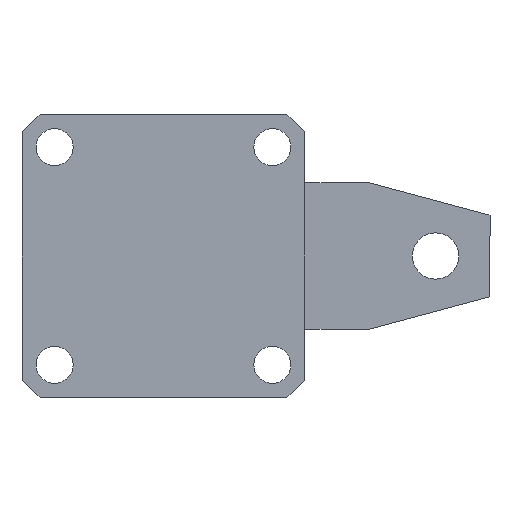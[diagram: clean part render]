
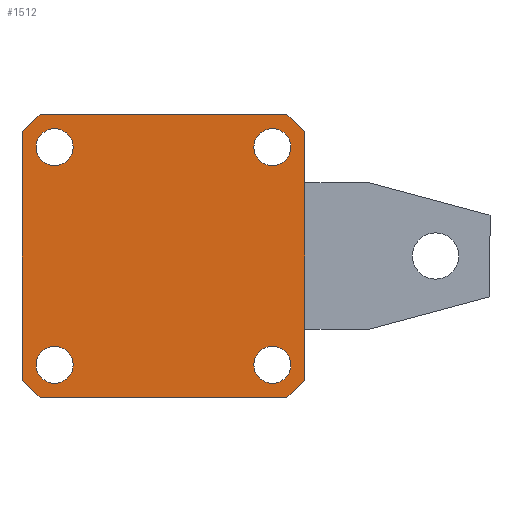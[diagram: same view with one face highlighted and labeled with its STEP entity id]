
A CAD part, front view. The second image highlights one B-rep face of the part: STEP entity #1512.
In plain terms, the highlighted planar face has unit normal (0, -1, 0).
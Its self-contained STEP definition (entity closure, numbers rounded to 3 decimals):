
#466 = DIRECTION ( 'NONE',  ( 0., 0., -1. ) ) ;
#468 = PLANE ( 'NONE',  #1543 ) ;
#471 = DIRECTION ( 'NONE',  ( 0., -1., 0. ) ) ;
#472 = CARTESIAN_POINT ( 'NONE',  ( 0., 0., 0. ) ) ;
#1228 = AXIS2_PLACEMENT_3D ( 'NONE', #2882, #2884, #3056 ) ;
#1237 = AXIS2_PLACEMENT_3D ( 'NONE', #3078, #3077, #3744 ) ;
#1254 = AXIS2_PLACEMENT_3D ( 'NONE', #3734, #3708, #3735 ) ;
#1310 = AXIS2_PLACEMENT_3D ( 'NONE', #2945, #2946, #2947 ) ;
#1512 = ADVANCED_FACE ( 'NONE', ( #3992, #3995, #3991, #3994, #3984 ), #468, .T. ) ;
#1543 = AXIS2_PLACEMENT_3D ( 'NONE', #472, #471, #466 ) ;
#1569 = AXIS2_PLACEMENT_3D ( 'NONE', #4691, #4563, #4564 ) ;
#1570 = AXIS2_PLACEMENT_3D ( 'NONE', #4565, #4566, #4567 ) ;
#1571 = AXIS2_PLACEMENT_3D ( 'NONE', #4568, #4569, #4570 ) ;
#1572 = AXIS2_PLACEMENT_3D ( 'NONE', #5135, #4942, #4939 ) ;
#1576 = AXIS2_PLACEMENT_3D ( 'NONE', #4571, #4572, #4573 ) ;
#1577 = AXIS2_PLACEMENT_3D ( 'NONE', #5142, #4947, #4945 ) ;
#1578 = AXIS2_PLACEMENT_3D ( 'NONE', #4574, #4578, #4579 ) ;
#1579 = AXIS2_PLACEMENT_3D ( 'NONE', #5137, #4956, #4953 ) ;
#1596 = EDGE_CURVE ( 'NONE', #2890, #2171, #4196, .T. ) ;
#1601 = EDGE_CURVE ( 'NONE', #2886, #2173, #4199, .T. ) ;
#1603 = EDGE_CURVE ( 'NONE', #2815, #2814, #4206, .T. ) ;
#1604 = EDGE_CURVE ( 'NONE', #2577, #2818, #4208, .T. ) ;
#1605 = EDGE_CURVE ( 'NONE', #2578, #2576, #4210, .T. ) ;
#1606 = EDGE_CURVE ( 'NONE', #2581, #2580, #4211, .T. ) ;
#1607 = EDGE_CURVE ( 'NONE', #2890, #2535, #4212, .T. ) ;
#1608 = EDGE_CURVE ( 'NONE', #2533, #2562, #4213, .T. ) ;
#1609 = EDGE_CURVE ( 'NONE', #2812, #2173, #4214, .T. ) ;
#1610 = EDGE_CURVE ( 'NONE', #2886, #2171, #4215, .T. ) ;
#1640 = EDGE_CURVE ( 'NONE', #2533, #2535, #4238, .T. ) ;
#1886 = EDGE_CURVE ( 'NONE', #2814, #2815, #5548, .T. ) ;
#1942 = EDGE_CURVE ( 'NONE', #2812, #2562, #2676, .T. ) ;
#2105 = EDGE_LOOP ( 'NONE', ( #2397, #3207 ) ) ;
#2171 = VERTEX_POINT ( 'NONE', #3803 ) ;
#2173 = VERTEX_POINT ( 'NONE', #3211 ) ;
#2397 = ORIENTED_EDGE ( 'NONE', *, *, #1603, .T. ) ;
#2400 = ORIENTED_EDGE ( 'NONE', *, *, #1640, .F. ) ;
#2403 = ORIENTED_EDGE ( 'NONE', *, *, #1609, .T. ) ;
#2404 = ORIENTED_EDGE ( 'NONE', *, *, #5422, .T. ) ;
#2415 = ORIENTED_EDGE ( 'NONE', *, *, #1606, .T. ) ;
#2533 = VERTEX_POINT ( 'NONE', #3763 ) ;
#2535 = VERTEX_POINT ( 'NONE', #3761 ) ;
#2562 = VERTEX_POINT ( 'NONE', #3391 ) ;
#2576 = VERTEX_POINT ( 'NONE', #3377 ) ;
#2577 = VERTEX_POINT ( 'NONE', #3375 ) ;
#2578 = VERTEX_POINT ( 'NONE', #3374 ) ;
#2580 = VERTEX_POINT ( 'NONE', #3466 ) ;
#2581 = VERTEX_POINT ( 'NONE', #3465 ) ;
#2676 = LINE ( 'NONE', #3493, #2679 ) ;
#2679 = VECTOR ( 'NONE', #3491, 1000. ) ;
#2705 = CIRCLE ( 'NONE', #1254, 3.4 ) ;
#2766 = CIRCLE ( 'NONE', #1237, 3.4 ) ;
#2812 = VERTEX_POINT ( 'NONE', #3025 ) ;
#2814 = VERTEX_POINT ( 'NONE', #3023 ) ;
#2815 = VERTEX_POINT ( 'NONE', #3022 ) ;
#2818 = VERTEX_POINT ( 'NONE', #3019 ) ;
#2882 = CARTESIAN_POINT ( 'NONE',  ( -20., 0., -20. ) ) ;
#2884 = DIRECTION ( 'NONE',  ( 0., 1., 0. ) ) ;
#2886 = VERTEX_POINT ( 'NONE', #3005 ) ;
#2890 = VERTEX_POINT ( 'NONE', #3696 ) ;
#2945 = CARTESIAN_POINT ( 'NONE',  ( 20., 0., 20. ) ) ;
#2946 = DIRECTION ( 'NONE',  ( 0., 1., 0. ) ) ;
#2947 = DIRECTION ( 'NONE',  ( 0., 0., 1. ) ) ;
#3005 = CARTESIAN_POINT ( 'NONE',  ( -26., 0., -22.677 ) ) ;
#3019 = CARTESIAN_POINT ( 'NONE',  ( -20., 0., 16.6 ) ) ;
#3022 = CARTESIAN_POINT ( 'NONE',  ( 20., 0., 23.4 ) ) ;
#3023 = CARTESIAN_POINT ( 'NONE',  ( 20., 0., 16.6 ) ) ;
#3025 = CARTESIAN_POINT ( 'NONE',  ( -22.677, 0., 26. ) ) ;
#3056 = DIRECTION ( 'NONE',  ( 0., 0., 1. ) ) ;
#3077 = DIRECTION ( 'NONE',  ( 0., 1., 0. ) ) ;
#3078 = CARTESIAN_POINT ( 'NONE',  ( -20., 0., 20. ) ) ;
#3149 = ORIENTED_EDGE ( 'NONE', *, *, #1942, .F. ) ;
#3151 = ORIENTED_EDGE ( 'NONE', *, *, #1610, .T. ) ;
#3161 = ORIENTED_EDGE ( 'NONE', *, *, #1596, .F. ) ;
#3162 = ORIENTED_EDGE ( 'NONE', *, *, #1601, .F. ) ;
#3173 = ORIENTED_EDGE ( 'NONE', *, *, #1605, .T. ) ;
#3178 = ORIENTED_EDGE ( 'NONE', *, *, #1607, .T. ) ;
#3207 = ORIENTED_EDGE ( 'NONE', *, *, #1886, .T. ) ;
#3211 = CARTESIAN_POINT ( 'NONE',  ( -26., 0., 22.677 ) ) ;
#3225 = ORIENTED_EDGE ( 'NONE', *, *, #5368, .T. ) ;
#3226 = ORIENTED_EDGE ( 'NONE', *, *, #1604, .T. ) ;
#3230 = ORIENTED_EDGE ( 'NONE', *, *, #5410, .T. ) ;
#3374 = CARTESIAN_POINT ( 'NONE',  ( 20., 0., -16.6 ) ) ;
#3375 = CARTESIAN_POINT ( 'NONE',  ( -20., 0., 23.4 ) ) ;
#3377 = CARTESIAN_POINT ( 'NONE',  ( 20., 0., -23.4 ) ) ;
#3391 = CARTESIAN_POINT ( 'NONE',  ( 22.677, 0., 26. ) ) ;
#3465 = CARTESIAN_POINT ( 'NONE',  ( -20., 0., -16.6 ) ) ;
#3466 = CARTESIAN_POINT ( 'NONE',  ( -20., 0., -23.4 ) ) ;
#3491 = DIRECTION ( 'NONE',  ( 1., 0., 0. ) ) ;
#3493 = CARTESIAN_POINT ( 'NONE',  ( -26., 0., 26. ) ) ;
#3696 = CARTESIAN_POINT ( 'NONE',  ( 22.677, 0., -26. ) ) ;
#3708 = DIRECTION ( 'NONE',  ( 0., 1., 0. ) ) ;
#3734 = CARTESIAN_POINT ( 'NONE',  ( 20., 0., -20. ) ) ;
#3735 = DIRECTION ( 'NONE',  ( 0., 0., 1. ) ) ;
#3744 = DIRECTION ( 'NONE',  ( 0., 0., 1. ) ) ;
#3761 = CARTESIAN_POINT ( 'NONE',  ( 26., 0., -22.677 ) ) ;
#3763 = CARTESIAN_POINT ( 'NONE',  ( 26., 0., 22.677 ) ) ;
#3803 = CARTESIAN_POINT ( 'NONE',  ( -22.677, 0., -26. ) ) ;
#3820 = CIRCLE ( 'NONE', #1228, 3.4 ) ;
#3984 = FACE_OUTER_BOUND ( 'NONE', #5606, .T. ) ;
#3991 = FACE_BOUND ( 'NONE', #5603, .T. ) ;
#3992 = FACE_BOUND ( 'NONE', #2105, .T. ) ;
#3994 = FACE_BOUND ( 'NONE', #5605, .T. ) ;
#3995 = FACE_BOUND ( 'NONE', #5604, .T. ) ;
#4196 = LINE ( 'NONE', #4665, #4198 ) ;
#4198 = VECTOR ( 'NONE', #4729, 1000. ) ;
#4199 = LINE ( 'NONE', #4713, #4207 ) ;
#4206 = CIRCLE ( 'NONE', #1569, 3.4 ) ;
#4207 = VECTOR ( 'NONE', #4695, 1000. ) ;
#4208 = CIRCLE ( 'NONE', #1570, 3.4 ) ;
#4210 = CIRCLE ( 'NONE', #1571, 3.4 ) ;
#4211 = CIRCLE ( 'NONE', #1572, 3.4 ) ;
#4212 = CIRCLE ( 'NONE', #1576, 34.5 ) ;
#4213 = CIRCLE ( 'NONE', #1577, 34.5 ) ;
#4214 = CIRCLE ( 'NONE', #1578, 34.5 ) ;
#4215 = CIRCLE ( 'NONE', #1579, 34.5 ) ;
#4238 = LINE ( 'NONE', #4442, #4242 ) ;
#4242 = VECTOR ( 'NONE', #4603, 1000. ) ;
#4442 = CARTESIAN_POINT ( 'NONE',  ( 26., 0., 26. ) ) ;
#4563 = DIRECTION ( 'NONE',  ( 0., 1., 0. ) ) ;
#4564 = DIRECTION ( 'NONE',  ( 0., 0., 1. ) ) ;
#4565 = CARTESIAN_POINT ( 'NONE',  ( -20., 0., 20. ) ) ;
#4566 = DIRECTION ( 'NONE',  ( 0., 1., 0. ) ) ;
#4567 = DIRECTION ( 'NONE',  ( 0., 0., 1. ) ) ;
#4568 = CARTESIAN_POINT ( 'NONE',  ( 20., 0., -20. ) ) ;
#4569 = DIRECTION ( 'NONE',  ( 0., 1., 0. ) ) ;
#4570 = DIRECTION ( 'NONE',  ( 0., 0., 1. ) ) ;
#4571 = CARTESIAN_POINT ( 'NONE',  ( 0., 0., 0. ) ) ;
#4572 = DIRECTION ( 'NONE',  ( 0., -1., 0. ) ) ;
#4573 = DIRECTION ( 'NONE',  ( 0., 0., -1. ) ) ;
#4574 = CARTESIAN_POINT ( 'NONE',  ( 0., 0., 0. ) ) ;
#4578 = DIRECTION ( 'NONE',  ( 0., -1., 0. ) ) ;
#4579 = DIRECTION ( 'NONE',  ( 0., 0., -1. ) ) ;
#4603 = DIRECTION ( 'NONE',  ( 0., 0., -1. ) ) ;
#4665 = CARTESIAN_POINT ( 'NONE',  ( -26., 0., -26. ) ) ;
#4691 = CARTESIAN_POINT ( 'NONE',  ( 20., 0., 20. ) ) ;
#4695 = DIRECTION ( 'NONE',  ( 0., 0., 1. ) ) ;
#4713 = CARTESIAN_POINT ( 'NONE',  ( -26., 0., 26. ) ) ;
#4729 = DIRECTION ( 'NONE',  ( -1., 0., 0. ) ) ;
#4939 = DIRECTION ( 'NONE',  ( 0., 0., 1. ) ) ;
#4942 = DIRECTION ( 'NONE',  ( 0., 1., 0. ) ) ;
#4945 = DIRECTION ( 'NONE',  ( 0., 0., -1. ) ) ;
#4947 = DIRECTION ( 'NONE',  ( 0., -1., 0. ) ) ;
#4953 = DIRECTION ( 'NONE',  ( 0., 0., -1. ) ) ;
#4956 = DIRECTION ( 'NONE',  ( 0., -1., 0. ) ) ;
#5135 = CARTESIAN_POINT ( 'NONE',  ( -20., 0., -20. ) ) ;
#5137 = CARTESIAN_POINT ( 'NONE',  ( 0., 0., 0. ) ) ;
#5142 = CARTESIAN_POINT ( 'NONE',  ( 0., 0., 0. ) ) ;
#5342 = ORIENTED_EDGE ( 'NONE', *, *, #1608, .T. ) ;
#5368 = EDGE_CURVE ( 'NONE', #2576, #2578, #2705, .T. ) ;
#5410 = EDGE_CURVE ( 'NONE', #2818, #2577, #2766, .T. ) ;
#5422 = EDGE_CURVE ( 'NONE', #2580, #2581, #3820, .T. ) ;
#5548 = CIRCLE ( 'NONE', #1310, 3.4 ) ;
#5603 = EDGE_LOOP ( 'NONE', ( #3173, #3225 ) ) ;
#5604 = EDGE_LOOP ( 'NONE', ( #3226, #3230 ) ) ;
#5605 = EDGE_LOOP ( 'NONE', ( #2415, #2404 ) ) ;
#5606 = EDGE_LOOP ( 'NONE', ( #3161, #3178, #2400, #5342, #3149, #2403, #3162, #3151 ) ) ;
